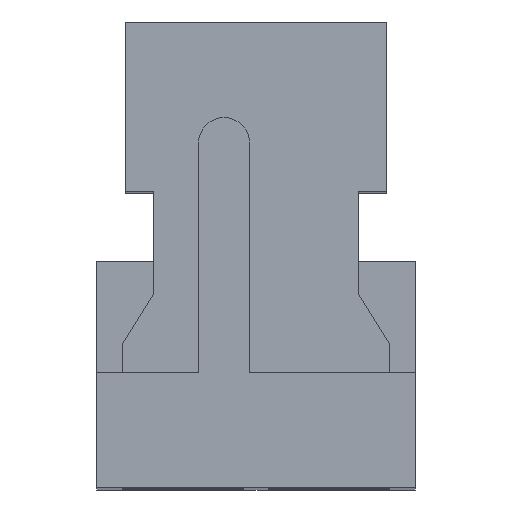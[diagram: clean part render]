
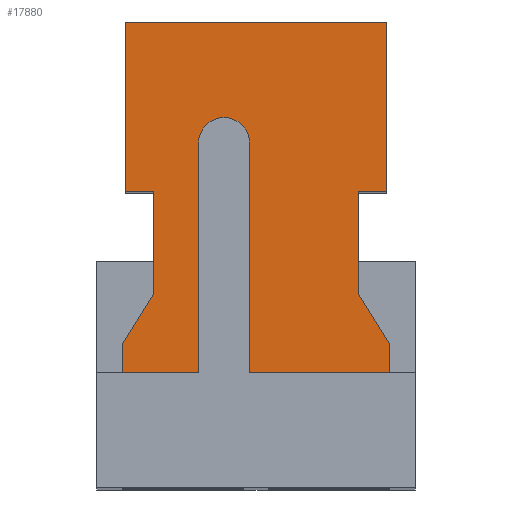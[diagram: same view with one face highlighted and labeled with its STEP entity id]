
A CAD part, top view. The second image highlights one B-rep face of the part: STEP entity #17880.
In plain terms, the highlighted planar face has unit normal (0, 0, 1).
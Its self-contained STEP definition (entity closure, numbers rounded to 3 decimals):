
#13250=CARTESIAN_POINT('',(-0.16,-0.9,19.25))
;
#13260=VERTEX_POINT('',#13250);
#13290=CARTESIAN_POINT('',(-0.16,0.,19.25));
#13300=DIRECTION('',(0.,1.,0.));
#13310=VECTOR('',#13300,1.);
#13320=LINE('',#13290,#13310);
#13330=CARTESIAN_POINT('',(-0.16,0.7,19.25));
#13340=VERTEX_POINT('',#13330);
#13350=EDGE_CURVE('',#13260,#13340,#13320,.T.);
#14760=CARTESIAN_POINT('',(-1.86,0.,19.25));
#14770=DIRECTION('',(0.,-1.,0.));
#14780=VECTOR('',#14770,1.);
#14790=LINE('',#14760,#14780);
#14800=CARTESIAN_POINT('',(-1.86,1.45,19.25));
#14810=VERTEX_POINT('',#14800);
#14820=CARTESIAN_POINT('',(-1.86,-2.15,19.25));
#14830=VERTEX_POINT('',#14820);
#14840=EDGE_CURVE('',#14810,#14830,#14790,.T.);
#16700=CARTESIAN_POINT('',(-2.437,0.971,19.25));
#16710=DIRECTION('',(0.,0.,-1.));
#16720=DIRECTION('',(-1.,0.,0.));
#16730=AXIS2_PLACEMENT_3D('',#16700,#16710,#16720);
#16740=PLANE('',#16730);
#16750=CARTESIAN_POINT('',(0.34,0.,19.25));
#16760=DIRECTION('',(0.,1.,0.));
#16770=VECTOR('',#16760,1.);
#16780=LINE('',#16750,#16770);
#16790=CARTESIAN_POINT('',(0.34,-2.15,19.25));
#16800=VERTEX_POINT('',#16790);
#16810=CARTESIAN_POINT('',(0.34,-1.7,19.25));
#16820=VERTEX_POINT('',#16810);
#16830=EDGE_CURVE('',#16800,#16820,#16780,.T.);
#16840=ORIENTED_EDGE('',*,*,#16830,.T.);
#16850=CARTESIAN_POINT('',(0.,-2.15,19.25));
#16860=DIRECTION('',(1.,0.,0.));
#16870=VECTOR('',#16860,1.);
#16880=LINE('',#16850,#16870);
#16890=EDGE_CURVE('',#14830,#16800,#16880,.T.);
#16900=ORIENTED_EDGE('',*,*,#16890,.T.);
#16910=ORIENTED_EDGE('',*,*,#14840,.T.);
#16920=CARTESIAN_POINT('',(-2.26,1.45,19.25));
#16930=DIRECTION('',(0.,0.,-1.));
#16940=DIRECTION('',(-1.,0.,0.));
#16950=AXIS2_PLACEMENT_3D('',#16920,#16930,#16940);
#16960=CIRCLE('',#16950,0.4);
#16970=CARTESIAN_POINT('',(-2.66,1.45,19.25));
#16980=VERTEX_POINT('',#16970);
#16990=EDGE_CURVE('',#16980,#14810,#16960,.T.);
#17000=ORIENTED_EDGE('',*,*,#16990,.T.);
#17010=CARTESIAN_POINT('',(-2.66,0.,19.25));
#17020=DIRECTION('',(0.,1.,0.));
#17030=VECTOR('',#17020,1.);
#17040=LINE('',#17010,#17030);
#17050=CARTESIAN_POINT('',(-2.66,-2.15,19.25));
#17060=VERTEX_POINT('',#17050);
#17070=EDGE_CURVE('',#17060,#16980,#17040,.T.);
#17080=ORIENTED_EDGE('',*,*,#17070,.T.);
#17090=CARTESIAN_POINT('',(0.,-2.15,19.25));
#17100=DIRECTION('',(1.,0.,0.));
#17110=VECTOR('',#17100,1.);
#17120=LINE('',#17090,#17110);
#17130=CARTESIAN_POINT('',(-3.86,-2.15,19.25));
#17140=VERTEX_POINT('',#17130);
#17150=EDGE_CURVE('',#17140,#17060,#17120,.T.);
#17160=ORIENTED_EDGE('',*,*,#17150,.T.);
#17170=CARTESIAN_POINT('',(-3.86,-1.7,19.25));
#17180=DIRECTION('',(0.,-1.,0.));
#17190=VECTOR('',#17180,1.);
#17200=LINE('',#17170,#17190);
#17210=CARTESIAN_POINT('',(-3.86,-1.7,19.25));
#17220=VERTEX_POINT('',#17210);
#17230=EDGE_CURVE('',#17220,#17140,#17200,.T.);
#17240=ORIENTED_EDGE('',*,*,#17230,.T.);
#17250=CARTESIAN_POINT('',(-3.36,-0.9,19.25));
#17260=DIRECTION('',(-0.53,-0.848,0.));
#17270=VECTOR('',#17260,1.);
#17280=LINE('',#17250,#17270);
#17290=CARTESIAN_POINT('',(-3.36,-0.9,19.25));
#17300=VERTEX_POINT('',#17290);
#17310=EDGE_CURVE('',#17300,#17220,#17280,.T.);
#17320=ORIENTED_EDGE('',*,*,#17310,.T.);
#17330=CARTESIAN_POINT('',(-3.36,0.,19.25));
#17340=DIRECTION('',(0.,1.,0.));
#17350=VECTOR('',#17340,1.);
#17360=LINE('',#17330,#17350);
#17370=CARTESIAN_POINT('',(-3.36,0.7,19.25));
#17380=VERTEX_POINT('',#17370);
#17390=EDGE_CURVE('',#17300,#17380,#17360,.T.);
#17400=ORIENTED_EDGE('',*,*,#17390,.F.);
#17410=CARTESIAN_POINT('',(-4.771,0.7,19.25));
#17420=DIRECTION('',(-1.,0.,0.));
#17430=VECTOR('',#17420,1.);
#17440=LINE('',#17410,#17430);
#17450=CARTESIAN_POINT('',(-3.81,0.7,19.25));
#17460=VERTEX_POINT('',#17450);
#17470=EDGE_CURVE('',#17380,#17460,#17440,.T.);
#17480=ORIENTED_EDGE('',*,*,#17470,.F.);
#17490=CARTESIAN_POINT('',(-3.81,-0.207,19.25));
#17500=DIRECTION('',(0.,1.,0.));
#17510=VECTOR('',#17500,1.);
#17520=LINE('',#17490,#17510);
#17530=CARTESIAN_POINT('',(-3.81,3.35,19.25));
#17540=VERTEX_POINT('',#17530);
#17550=EDGE_CURVE('',#17460,#17540,#17520,.T.);
#17560=ORIENTED_EDGE('',*,*,#17550,.F.);
#17570=CARTESIAN_POINT('',(0.,3.35,19.25));
#17580=DIRECTION('',(1.,0.,0.));
#17590=VECTOR('',#17580,1.);
#17600=LINE('',#17570,#17590);
#17610=CARTESIAN_POINT('',(0.29,3.35,19.25));
#17620=VERTEX_POINT('',#17610);
#17630=EDGE_CURVE('',#17540,#17620,#17600,.T.);
#17640=ORIENTED_EDGE('',*,*,#17630,.F.);
#17650=CARTESIAN_POINT('',(0.29,0.,19.25));
#17660=DIRECTION('',(0.,1.,0.));
#17670=VECTOR('',#17660,1.);
#17680=LINE('',#17650,#17670);
#17690=CARTESIAN_POINT('',(0.29,0.7,19.25));
#17700=VERTEX_POINT('',#17690);
#17710=EDGE_CURVE('',#17700,#17620,#17680,.T.);
#17720=ORIENTED_EDGE('',*,*,#17710,.T.);
#17730=CARTESIAN_POINT('',(1.251,0.7,19.25));
#17740=DIRECTION('',(1.,0.,0.));
#17750=VECTOR('',#17740,1.);
#17760=LINE('',#17730,#17750);
#17770=EDGE_CURVE('',#13340,#17700,#17760,.T.);
#17780=ORIENTED_EDGE('',*,*,#17770,.T.);
#17790=ORIENTED_EDGE('',*,*,#13350,.T.);
#17800=CARTESIAN_POINT('',(-0.722,0.,19.25));
#17810=DIRECTION('',(-0.53,0.848,0.));
#17820=VECTOR('',#17810,1.);
#17830=LINE('',#17800,#17820);
#17840=EDGE_CURVE('',#16820,#13260,#17830,.T.);
#17850=ORIENTED_EDGE('',*,*,#17840,.T.);
#17860=EDGE_LOOP('',(#17850,#17790,#17780,#17720,#17640,#17560,#17480,
#17400,#17320,#17240,#17160,#17080,#17000,#16910,#16900,#16840));
#17870=FACE_OUTER_BOUND('',#17860,.T.);
#17880=ADVANCED_FACE('',(#17870),#16740,.F.);
